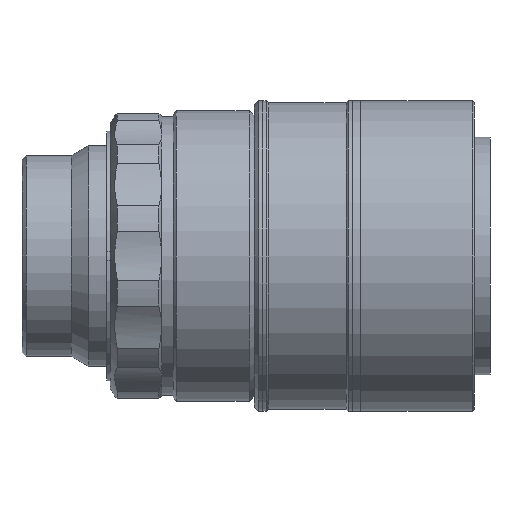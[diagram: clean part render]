
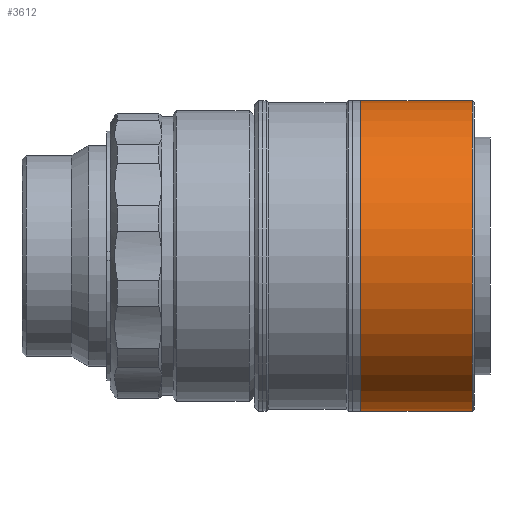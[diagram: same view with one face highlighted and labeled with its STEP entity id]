
A CAD part, front view. The second image highlights one B-rep face of the part: STEP entity #3612.
In plain terms, the highlighted cylindrical face has radius 38 mm (diameter 76 mm), a partial arc.
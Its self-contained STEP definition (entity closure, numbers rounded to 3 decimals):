
#63 = LINE ( 'NONE', #1525, #1099 ) ;
#108 = DIRECTION ( 'NONE',  ( 0., 0., -1. ) ) ;
#235 = DIRECTION ( 'NONE',  ( 0., 0., -1. ) ) ;
#368 = LINE ( 'NONE', #2184, #1913 ) ;
#491 = EDGE_CURVE ( 'NONE', #2659, #1565, #3523, .T. ) ;
#614 = EDGE_CURVE ( 'NONE', #3067, #3053, #2902, .T. ) ;
#639 = FACE_OUTER_BOUND ( 'NONE', #2549, .T. ) ;
#1099 = VECTOR ( 'NONE', #3122, 1000. ) ;
#1171 = ORIENTED_EDGE ( 'NONE', *, *, #614, .T. ) ;
#1288 = ORIENTED_EDGE ( 'NONE', *, *, #491, .T. ) ;
#1375 = CARTESIAN_POINT ( 'NONE',  ( -40.76, 0., -38. ) ) ;
#1432 = AXIS2_PLACEMENT_3D ( 'NONE', #1552, #2470, #108 ) ;
#1525 = CARTESIAN_POINT ( 'NONE',  ( 0., 0., 38. ) ) ;
#1552 = CARTESIAN_POINT ( 'NONE',  ( 0., 0., 0. ) ) ;
#1558 = CARTESIAN_POINT ( 'NONE',  ( -13.46, 0., -38. ) ) ;
#1565 = VERTEX_POINT ( 'NONE', #2968 ) ;
#1671 = CARTESIAN_POINT ( 'NONE',  ( -40.76, 0., 0. ) ) ;
#1734 = CARTESIAN_POINT ( 'NONE',  ( -13.46, 0., 0. ) ) ;
#1746 = AXIS2_PLACEMENT_3D ( 'NONE', #1734, #2957, #235 ) ;
#1913 = VECTOR ( 'NONE', #3400, 1000. ) ;
#2184 = CARTESIAN_POINT ( 'NONE',  ( 0., 0., -38. ) ) ;
#2470 = DIRECTION ( 'NONE',  ( 1., 0., 0. ) ) ;
#2549 = EDGE_LOOP ( 'NONE', ( #3815, #1171, #2748, #1288 ) ) ;
#2659 = VERTEX_POINT ( 'NONE', #1558 ) ;
#2719 = EDGE_CURVE ( 'NONE', #3053, #2659, #368, .T. ) ;
#2748 = ORIENTED_EDGE ( 'NONE', *, *, #2719, .T. ) ;
#2902 = CIRCLE ( 'NONE', #3453, 38. ) ;
#2957 = DIRECTION ( 'NONE',  ( -1., 0., 0. ) ) ;
#2968 = CARTESIAN_POINT ( 'NONE',  ( -13.46, 0., 38. ) ) ;
#3053 = VERTEX_POINT ( 'NONE', #1375 ) ;
#3067 = VERTEX_POINT ( 'NONE', #3593 ) ;
#3122 = DIRECTION ( 'NONE',  ( 1., 0., 0. ) ) ;
#3148 = CYLINDRICAL_SURFACE ( 'NONE', #1432, 38. ) ;
#3234 = EDGE_CURVE ( 'NONE', #3067, #1565, #63, .T. ) ;
#3400 = DIRECTION ( 'NONE',  ( 1., 0., 0. ) ) ;
#3453 = AXIS2_PLACEMENT_3D ( 'NONE', #1671, #3524, #3565 ) ;
#3523 = CIRCLE ( 'NONE', #1746, 38. ) ;
#3524 = DIRECTION ( 'NONE',  ( 1., 0., 0. ) ) ;
#3565 = DIRECTION ( 'NONE',  ( 0., 0., -1. ) ) ;
#3593 = CARTESIAN_POINT ( 'NONE',  ( -40.76, 0., 38. ) ) ;
#3612 = ADVANCED_FACE ( 'NONE', ( #639 ), #3148, .T. ) ;
#3815 = ORIENTED_EDGE ( 'NONE', *, *, #3234, .F. ) ;
